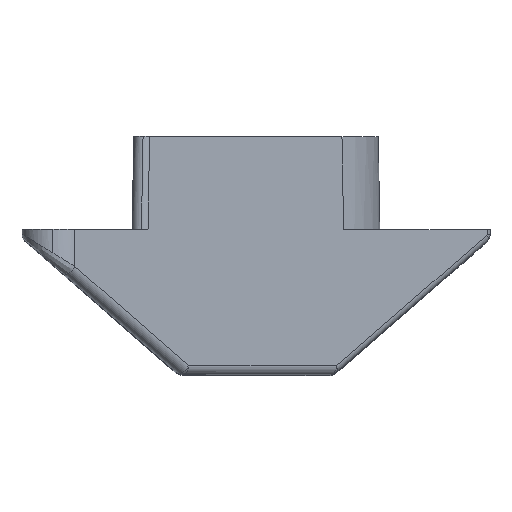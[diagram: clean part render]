
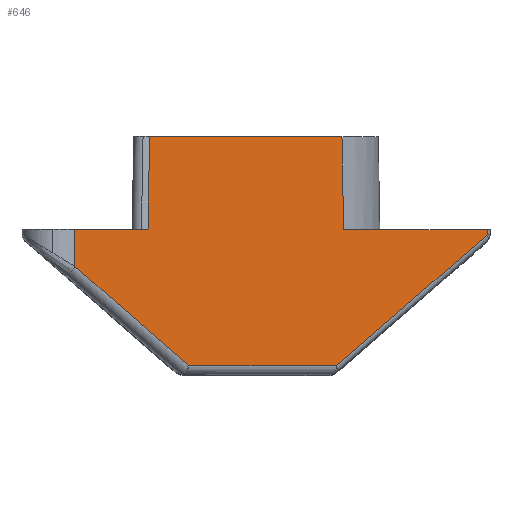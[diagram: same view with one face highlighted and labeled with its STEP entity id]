
A CAD part, top view. The second image highlights one B-rep face of the part: STEP entity #646.
In plain terms, the highlighted planar face has unit normal (0.707, 0, 0.707).
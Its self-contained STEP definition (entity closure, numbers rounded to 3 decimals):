
#48 = VERTEX_POINT ( 'NONE', #775 ) ;
#99 = VECTOR ( 'NONE', #265, 1000. ) ;
#106 = CARTESIAN_POINT ( 'NONE',  ( -5.855, -4.202, 11.441 ) ) ;
#126 = DIRECTION ( 'NONE',  ( 0.707, 0., -0.707 ) ) ;
#165 = ORIENTED_EDGE ( 'NONE', *, *, #1268, .T. ) ;
#171 = VECTOR ( 'NONE', #1438, 1000. ) ;
#218 = CARTESIAN_POINT ( 'NONE',  ( 2.917, -7.949, 2.67 ) ) ;
#243 = LINE ( 'NONE', #855, #1563 ) ;
#260 = CARTESIAN_POINT ( 'NONE',  ( -3.564, -7.225, 9.15 ) ) ;
#265 = DIRECTION ( 'NONE',  ( -0.017, -1., 0.017 ) ) ;
#285 = CARTESIAN_POINT ( 'NONE',  ( 2.778, 0., 2.808 ) ) ;
#286 = CARTESIAN_POINT ( 'NONE',  ( 7.917, -2.778, -2.331 ) ) ;
#316 = ORIENTED_EDGE ( 'NONE', *, *, #1062, .T. ) ;
#326 = ORIENTED_EDGE ( 'NONE', *, *, #789, .F. ) ;
#447 = DIRECTION ( 'NONE',  ( 0., 1., 0. ) ) ;
#455 = CARTESIAN_POINT ( 'NONE',  ( 2.83, -3., 2.756 ) ) ;
#459 = PLANE ( 'NONE',  #1040 ) ;
#474 = ORIENTED_EDGE ( 'NONE', *, *, #675, .T. ) ;
#488 = VECTOR ( 'NONE', #497, 1000. ) ;
#497 = DIRECTION ( 'NONE',  ( 0., 1., 0. ) ) ;
#504 = CARTESIAN_POINT ( 'NONE',  ( -3.49, -3., 9.076 ) ) ;
#557 = VERTEX_POINT ( 'NONE', #455 ) ;
#588 = VECTOR ( 'NONE', #1016, 1000. ) ;
#599 = VECTOR ( 'NONE', #959, 1000. ) ;
#606 = DIRECTION ( 'NONE',  ( 0.602, -0.524, -0.602 ) ) ;
#646 = ADVANCED_FACE ( 'NONE', ( #1012 ), #459, .F. ) ;
#666 = LINE ( 'NONE', #1361, #1327 ) ;
#675 = EDGE_CURVE ( 'NONE', #557, #1170, #1271, .T. ) ;
#695 = CARTESIAN_POINT ( 'NONE',  ( 7.474, -7.7, -1.888 ) ) ;
#762 = ORIENTED_EDGE ( 'NONE', *, *, #1566, .T. ) ;
#764 = CARTESIAN_POINT ( 'NONE',  ( 10.057, 0., -4.471 ) ) ;
#769 = EDGE_CURVE ( 'NONE', #1057, #48, #1151, .T. ) ;
#775 = CARTESIAN_POINT ( 'NONE',  ( 2.6, -7.4, 2.986 ) ) ;
#783 = LINE ( 'NONE', #260, #99 ) ;
#789 = EDGE_CURVE ( 'NONE', #853, #923, #1478, .T. ) ;
#818 = LINE ( 'NONE', #947, #171 ) ;
#848 = DIRECTION ( 'NONE',  ( 0.707, 0., -0.707 ) ) ;
#853 = VERTEX_POINT ( 'NONE', #106 ) ;
#854 = CARTESIAN_POINT ( 'NONE',  ( 10.057, -7.4, -4.471 ) ) ;
#855 = CARTESIAN_POINT ( 'NONE',  ( -2.706, -3., 8.292 ) ) ;
#858 = ORIENTED_EDGE ( 'NONE', *, *, #769, .T. ) ;
#876 = EDGE_CURVE ( 'NONE', #853, #1057, #666, .T. ) ;
#891 = LINE ( 'NONE', #286, #1507 ) ;
#900 = CARTESIAN_POINT ( 'NONE',  ( -2.176, -7.4, 7.762 ) ) ;
#908 = LINE ( 'NONE', #695, #1523 ) ;
#923 = VERTEX_POINT ( 'NONE', #984 ) ;
#947 = CARTESIAN_POINT ( 'NONE',  ( -6.708, -3., 12.294 ) ) ;
#959 = DIRECTION ( 'NONE',  ( -0.017, 1., 0.017 ) ) ;
#962 = VERTEX_POINT ( 'NONE', #504 ) ;
#984 = CARTESIAN_POINT ( 'NONE',  ( -5.855, -3., 11.441 ) ) ;
#995 = VERTEX_POINT ( 'NONE', #1379 ) ;
#1012 = FACE_OUTER_BOUND ( 'NONE', #1464, .T. ) ;
#1016 = DIRECTION ( 'NONE',  ( -0.707, 0., 0.707 ) ) ;
#1025 = DIRECTION ( 'NONE',  ( 0.602, 0.524, -0.602 ) ) ;
#1040 = AXIS2_PLACEMENT_3D ( 'NONE', #1081, #1203, #1208 ) ;
#1053 = VERTEX_POINT ( 'NONE', #1390 ) ;
#1057 = VERTEX_POINT ( 'NONE', #900 ) ;
#1062 = EDGE_CURVE ( 'NONE', #1170, #1318, #1415, .T. ) ;
#1081 = CARTESIAN_POINT ( 'NONE',  ( 10.057, -7.7, -4.471 ) ) ;
#1109 = EDGE_CURVE ( 'NONE', #48, #1053, #891, .T. ) ;
#1151 = LINE ( 'NONE', #854, #1551 ) ;
#1152 = ORIENTED_EDGE ( 'NONE', *, *, #1109, .T. ) ;
#1170 = VERTEX_POINT ( 'NONE', #285 ) ;
#1203 = DIRECTION ( 'NONE',  ( -0.707, 0., -0.707 ) ) ;
#1208 = DIRECTION ( 'NONE',  ( -0.707, 0., 0.707 ) ) ;
#1268 = EDGE_CURVE ( 'NONE', #1053, #995, #908, .T. ) ;
#1271 = LINE ( 'NONE', #218, #599 ) ;
#1295 = ORIENTED_EDGE ( 'NONE', *, *, #1500, .F. ) ;
#1296 = ORIENTED_EDGE ( 'NONE', *, *, #876, .T. ) ;
#1301 = EDGE_CURVE ( 'NONE', #923, #962, #818, .T. ) ;
#1318 = VERTEX_POINT ( 'NONE', #1567 ) ;
#1327 = VECTOR ( 'NONE', #606, 1000. ) ;
#1338 = ORIENTED_EDGE ( 'NONE', *, *, #1301, .F. ) ;
#1361 = CARTESIAN_POINT ( 'NONE',  ( 6.797, -15.2, -1.211 ) ) ;
#1369 = CARTESIAN_POINT ( 'NONE',  ( -5.855, -7.7, 11.441 ) ) ;
#1379 = CARTESIAN_POINT ( 'NONE',  ( 7.474, -3., -1.888 ) ) ;
#1390 = CARTESIAN_POINT ( 'NONE',  ( 7.474, -3.163, -1.888 ) ) ;
#1415 = LINE ( 'NONE', #764, #588 ) ;
#1438 = DIRECTION ( 'NONE',  ( 0.707, 0., -0.707 ) ) ;
#1464 = EDGE_LOOP ( 'NONE', ( #1295, #474, #316, #762, #1338, #326, #1296, #858, #1152, #165 ) ) ;
#1478 = LINE ( 'NONE', #1369, #488 ) ;
#1500 = EDGE_CURVE ( 'NONE', #557, #995, #243, .T. ) ;
#1507 = VECTOR ( 'NONE', #1025, 1000. ) ;
#1523 = VECTOR ( 'NONE', #447, 1000. ) ;
#1551 = VECTOR ( 'NONE', #848, 1000. ) ;
#1563 = VECTOR ( 'NONE', #126, 1000. ) ;
#1566 = EDGE_CURVE ( 'NONE', #1318, #962, #783, .T. ) ;
#1567 = CARTESIAN_POINT ( 'NONE',  ( -3.438, 0., 9.024 ) ) ;
